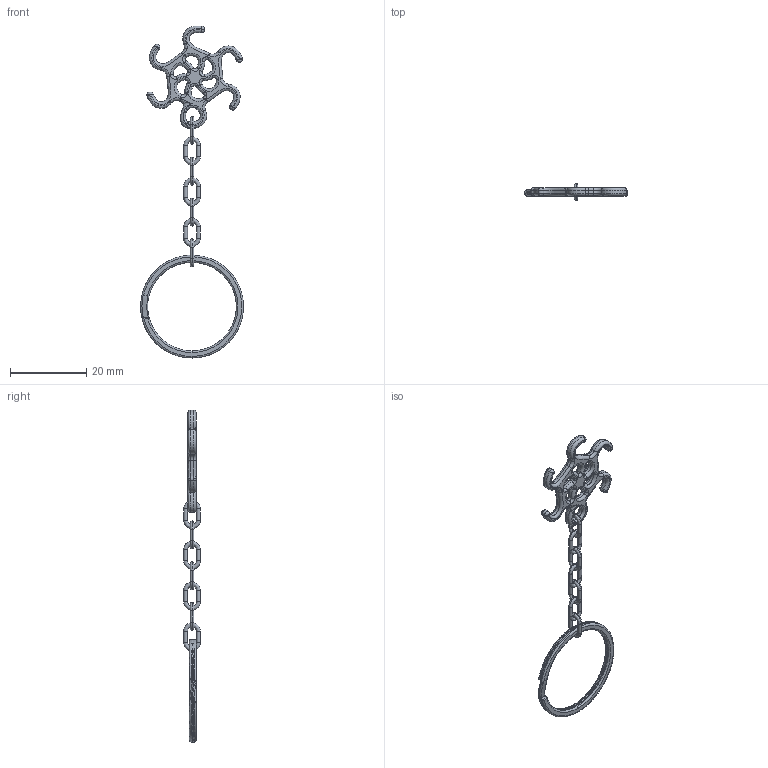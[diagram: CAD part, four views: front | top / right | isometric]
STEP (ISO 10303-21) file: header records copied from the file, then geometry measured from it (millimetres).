
FILE_DESCRIPTION(('FreeCAD Model'),'2;1');
FILE_NAME('Open CASCADE Shape Model','2025-05-04T11:48:49',('FreeCAD'),( 'FreeCAD'),'Open CASCADE STEP processor 7.6','FreeCAD','Unknown');
FILE_SCHEMA(('AUTOMOTIVE_DESIGN { 1 0 10303 214 1 1 1 1 }'));
Length unit declared in the file: millimetre
Products named in the file (1): Open CASCADE STEP translator 7.6 1
Bounding box: 26.89 x 4.37 x 86.9 mm (x, y, z)
Volume: 798.5 mm3; surface area: 1720.9 mm2
Topology: 4 solids, 4 shells, 335 faces, 792 edges, 435 vertices
Faces by surface type: bspline 335
Entity records: 17520 total; most frequent: CARTESIAN_POINT 13332, ORIENTED_EDGE 1560, EDGE_CURVE 780, VERTEX_POINT 435, FACE_BOUND 349, EDGE_LOOP 349, ADVANCED_FACE 335, B_SPLINE_CURVE_WITH_KNOTS 318
